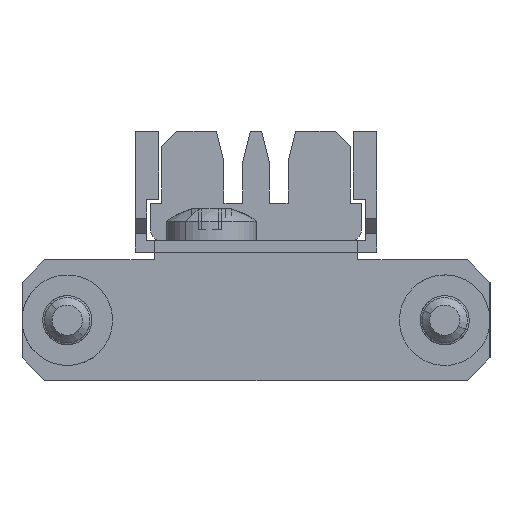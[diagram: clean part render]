
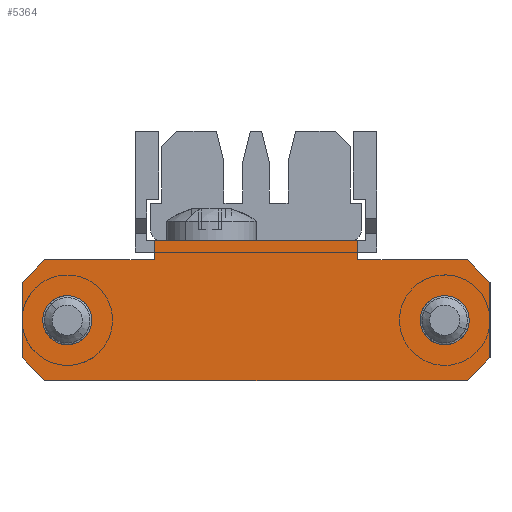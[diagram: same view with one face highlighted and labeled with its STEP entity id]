
A CAD part, left-side view. The second image highlights one B-rep face of the part: STEP entity #5364.
In plain terms, the highlighted planar face has unit normal (-1, 0, 0).
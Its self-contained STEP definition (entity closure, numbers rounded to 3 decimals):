
#28 = VERTEX_POINT ( 'NONE', #9193 ) ;
#264 = CARTESIAN_POINT ( 'NONE',  ( -408.136, 30.941, -5. ) ) ;
#304 = LINE ( 'NONE', #5755, #9719 ) ;
#399 = CARTESIAN_POINT ( 'NONE',  ( -408.136, 28.191, 0. ) ) ;
#401 = VECTOR ( 'NONE', #8788, 1000. ) ;
#492 = ORIENTED_EDGE ( 'NONE', *, *, #4861, .F. ) ;
#680 = EDGE_CURVE ( 'NONE', #8409, #9339, #9537, .T. ) ;
#730 = ORIENTED_EDGE ( 'NONE', *, *, #4220, .F. ) ;
#1034 = EDGE_LOOP ( 'NONE', ( #2634, #6520 ) ) ;
#1036 = AXIS2_PLACEMENT_3D ( 'NONE', #5676, #8789, #1789 ) ;
#1040 = AXIS2_PLACEMENT_3D ( 'NONE', #7481, #9165, #1263 ) ;
#1066 = CARTESIAN_POINT ( 'NONE',  ( -408.136, 30.941, 5. ) ) ;
#1079 = EDGE_CURVE ( 'NONE', #28, #3020, #1323, .T. ) ;
#1086 = DIRECTION ( 'NONE',  ( -1., 0., 0. ) ) ;
#1115 = FACE_OUTER_BOUND ( 'NONE', #5085, .T. ) ;
#1263 = DIRECTION ( 'NONE',  ( 0., -1., 0. ) ) ;
#1323 = LINE ( 'NONE', #7547, #3002 ) ;
#1541 = ORIENTED_EDGE ( 'NONE', *, *, #6584, .F. ) ;
#1663 = ORIENTED_EDGE ( 'NONE', *, *, #9902, .F. ) ;
#1712 = DIRECTION ( 'NONE',  ( 0., -1., 0. ) ) ;
#1736 = DIRECTION ( 'NONE',  ( 0., 0.707, 0.707 ) ) ;
#1789 = DIRECTION ( 'NONE',  ( 0., -1., 0. ) ) ;
#1867 = ORIENTED_EDGE ( 'NONE', *, *, #1079, .T. ) ;
#1952 = VERTEX_POINT ( 'NONE', #8734 ) ;
#2010 = VECTOR ( 'NONE', #6083, 1000. ) ;
#2085 = VERTEX_POINT ( 'NONE', #5068 ) ;
#2145 = EDGE_CURVE ( 'NONE', #4976, #4828, #7560, .T. ) ;
#2253 = DIRECTION ( 'NONE',  ( 0., -1., 0. ) ) ;
#2319 = VERTEX_POINT ( 'NONE', #399 ) ;
#2340 = CIRCLE ( 'NONE', #2989, 3.25 ) ;
#2395 = EDGE_LOOP ( 'NONE', ( #1541, #1663 ) ) ;
#2558 = VECTOR ( 'NONE', #2253, 1000. ) ;
#2606 = LINE ( 'NONE', #9547, #401 ) ;
#2634 = ORIENTED_EDGE ( 'NONE', *, *, #5347, .F. ) ;
#2773 = CARTESIAN_POINT ( 'NONE',  ( -408.136, 24.941, 0. ) ) ;
#2821 = ORIENTED_EDGE ( 'NONE', *, *, #2145, .F. ) ;
#2870 = CARTESIAN_POINT ( 'NONE',  ( -408.136, 13.441, 0. ) ) ;
#2989 = AXIS2_PLACEMENT_3D ( 'NONE', #6576, #1086, #4244 ) ;
#3002 = VECTOR ( 'NONE', #7600, 1000. ) ;
#3020 = VERTEX_POINT ( 'NONE', #3937 ) ;
#3028 = VERTEX_POINT ( 'NONE', #3849 ) ;
#3204 = CARTESIAN_POINT ( 'NONE',  ( -408.136, 27.941, -8. ) ) ;
#3333 = VERTEX_POINT ( 'NONE', #1066 ) ;
#3447 = PLANE ( 'NONE',  #1040 ) ;
#3655 = DIRECTION ( 'NONE',  ( 0., -0.707, 0.707 ) ) ;
#3728 = EDGE_CURVE ( 'NONE', #3028, #7077, #304, .T. ) ;
#3824 = CIRCLE ( 'NONE', #1036, 3.25 ) ;
#3849 = CARTESIAN_POINT ( 'NONE',  ( -408.136, -13.559, 8. ) ) ;
#3937 = CARTESIAN_POINT ( 'NONE',  ( -408.136, 13.441, 10.5 ) ) ;
#4099 = CARTESIAN_POINT ( 'NONE',  ( -408.136, -21.809, 0. ) ) ;
#4109 = CARTESIAN_POINT ( 'NONE',  ( -408.136, -31.059, 5. ) ) ;
#4220 = EDGE_CURVE ( 'NONE', #7077, #5903, #9519, .T. ) ;
#4244 = DIRECTION ( 'NONE',  ( 0., -1., 0. ) ) ;
#4557 = CARTESIAN_POINT ( 'NONE',  ( -408.136, 13.441, 8. ) ) ;
#4786 = VECTOR ( 'NONE', #8911, 1000. ) ;
#4799 = CARTESIAN_POINT ( 'NONE',  ( -408.136, 27.941, -8. ) ) ;
#4815 = VERTEX_POINT ( 'NONE', #10062 ) ;
#4828 = VERTEX_POINT ( 'NONE', #4557 ) ;
#4861 = EDGE_CURVE ( 'NONE', #9339, #4815, #8624, .T. ) ;
#4910 = ORIENTED_EDGE ( 'NONE', *, *, #5017, .F. ) ;
#4943 = DIRECTION ( 'NONE',  ( 0., 1., 0. ) ) ;
#4944 = AXIS2_PLACEMENT_3D ( 'NONE', #6556, #4989, #1712 ) ;
#4967 = EDGE_CURVE ( 'NONE', #1952, #8409, #2606, .T. ) ;
#4976 = VERTEX_POINT ( 'NONE', #8009 ) ;
#4989 = DIRECTION ( 'NONE',  ( -1., 0., 0. ) ) ;
#5017 = EDGE_CURVE ( 'NONE', #4815, #3333, #6529, .T. ) ;
#5068 = CARTESIAN_POINT ( 'NONE',  ( -408.136, -28.309, 0. ) ) ;
#5085 = EDGE_LOOP ( 'NONE', ( #6070, #9656, #1867, #9510, #2821, #8824, #4910, #492, #7171, #5689, #6437, #730 ) ) ;
#5138 = DIRECTION ( 'NONE',  ( -1., 0., 0. ) ) ;
#5347 = EDGE_CURVE ( 'NONE', #2085, #5639, #8036, .T. ) ;
#5364 = ADVANCED_FACE ( 'NONE', ( #8097, #1115, #7323 ), #3447, .F. ) ;
#5408 = EDGE_CURVE ( 'NONE', #3333, #4976, #9727, .T. ) ;
#5531 = CARTESIAN_POINT ( 'NONE',  ( -408.136, -28.059, 8. ) ) ;
#5639 = VERTEX_POINT ( 'NONE', #4099 ) ;
#5648 = DIRECTION ( 'NONE',  ( 0., -0.707, -0.707 ) ) ;
#5676 = CARTESIAN_POINT ( 'NONE',  ( -408.136, -25.059, 0. ) ) ;
#5685 = CARTESIAN_POINT ( 'NONE',  ( -408.136, 21.691, 0. ) ) ;
#5689 = ORIENTED_EDGE ( 'NONE', *, *, #4967, .F. ) ;
#5755 = CARTESIAN_POINT ( 'NONE',  ( -408.136, -28.059, 8. ) ) ;
#5892 = CARTESIAN_POINT ( 'NONE',  ( -408.136, -13.559, 8. ) ) ;
#5903 = VERTEX_POINT ( 'NONE', #6894 ) ;
#5944 = VECTOR ( 'NONE', #1736, 1000. ) ;
#5991 = CARTESIAN_POINT ( 'NONE',  ( -408.136, -28.059, -8. ) ) ;
#6070 = ORIENTED_EDGE ( 'NONE', *, *, #3728, .F. ) ;
#6083 = DIRECTION ( 'NONE',  ( 0., 0., 1. ) ) ;
#6131 = EDGE_CURVE ( 'NONE', #5639, #2085, #3824, .T. ) ;
#6437 = ORIENTED_EDGE ( 'NONE', *, *, #7837, .F. ) ;
#6520 = ORIENTED_EDGE ( 'NONE', *, *, #6131, .F. ) ;
#6529 = LINE ( 'NONE', #8987, #7892 ) ;
#6556 = CARTESIAN_POINT ( 'NONE',  ( -408.136, -25.059, 0. ) ) ;
#6576 = CARTESIAN_POINT ( 'NONE',  ( -408.136, 24.941, 0. ) ) ;
#6584 = EDGE_CURVE ( 'NONE', #8200, #2319, #2340, .T. ) ;
#6813 = CARTESIAN_POINT ( 'NONE',  ( -408.136, 27.941, 8. ) ) ;
#6894 = CARTESIAN_POINT ( 'NONE',  ( -408.136, -31.059, 5. ) ) ;
#7077 = VERTEX_POINT ( 'NONE', #5531 ) ;
#7171 = ORIENTED_EDGE ( 'NONE', *, *, #680, .F. ) ;
#7219 = VECTOR ( 'NONE', #5648, 1000. ) ;
#7323 = FACE_BOUND ( 'NONE', #1034, .T. ) ;
#7472 = DIRECTION ( 'NONE',  ( 0., -1., 0. ) ) ;
#7481 = CARTESIAN_POINT ( 'NONE',  ( -408.136, 0., 0. ) ) ;
#7547 = CARTESIAN_POINT ( 'NONE',  ( -408.136, 0., 10.5 ) ) ;
#7560 = LINE ( 'NONE', #10059, #2558 ) ;
#7600 = DIRECTION ( 'NONE',  ( 0., 1., 0. ) ) ;
#7615 = LINE ( 'NONE', #2870, #2010 ) ;
#7837 = EDGE_CURVE ( 'NONE', #5903, #1952, #9880, .T. ) ;
#7892 = VECTOR ( 'NONE', #9043, 1000. ) ;
#8009 = CARTESIAN_POINT ( 'NONE',  ( -408.136, 27.941, 8. ) ) ;
#8036 = CIRCLE ( 'NONE', #4944, 3.25 ) ;
#8097 = FACE_BOUND ( 'NONE', #2395, .T. ) ;
#8190 = CARTESIAN_POINT ( 'NONE',  ( -408.136, -31.059, -5. ) ) ;
#8200 = VERTEX_POINT ( 'NONE', #5685 ) ;
#8290 = DIRECTION ( 'NONE',  ( 0., 0., 1. ) ) ;
#8364 = EDGE_CURVE ( 'NONE', #4828, #3020, #7615, .T. ) ;
#8409 = VERTEX_POINT ( 'NONE', #5991 ) ;
#8562 = AXIS2_PLACEMENT_3D ( 'NONE', #2773, #5138, #7472 ) ;
#8624 = LINE ( 'NONE', #264, #5944 ) ;
#8734 = CARTESIAN_POINT ( 'NONE',  ( -408.136, -31.059, -5. ) ) ;
#8788 = DIRECTION ( 'NONE',  ( 0., 0.707, -0.707 ) ) ;
#8789 = DIRECTION ( 'NONE',  ( -1., 0., 0. ) ) ;
#8824 = ORIENTED_EDGE ( 'NONE', *, *, #5408, .F. ) ;
#8911 = DIRECTION ( 'NONE',  ( 0., 0., -1. ) ) ;
#8987 = CARTESIAN_POINT ( 'NONE',  ( -408.136, 30.941, 5. ) ) ;
#9043 = DIRECTION ( 'NONE',  ( 0., 0., 1. ) ) ;
#9112 = LINE ( 'NONE', #5892, #9383 ) ;
#9165 = DIRECTION ( 'NONE',  ( 1., 0., 0. ) ) ;
#9193 = CARTESIAN_POINT ( 'NONE',  ( -408.136, -13.559, 10.5 ) ) ;
#9339 = VERTEX_POINT ( 'NONE', #4799 ) ;
#9383 = VECTOR ( 'NONE', #8290, 1000. ) ;
#9502 = VECTOR ( 'NONE', #4943, 1000. ) ;
#9510 = ORIENTED_EDGE ( 'NONE', *, *, #8364, .F. ) ;
#9519 = LINE ( 'NONE', #4109, #7219 ) ;
#9537 = LINE ( 'NONE', #3204, #9502 ) ;
#9547 = CARTESIAN_POINT ( 'NONE',  ( -408.136, -28.059, -8. ) ) ;
#9656 = ORIENTED_EDGE ( 'NONE', *, *, #9851, .T. ) ;
#9686 = DIRECTION ( 'NONE',  ( 0., -1., 0. ) ) ;
#9719 = VECTOR ( 'NONE', #9686, 1000. ) ;
#9727 = LINE ( 'NONE', #6813, #9831 ) ;
#9831 = VECTOR ( 'NONE', #3655, 1000. ) ;
#9851 = EDGE_CURVE ( 'NONE', #3028, #28, #9112, .T. ) ;
#9880 = LINE ( 'NONE', #8190, #4786 ) ;
#9902 = EDGE_CURVE ( 'NONE', #2319, #8200, #10030, .T. ) ;
#10030 = CIRCLE ( 'NONE', #8562, 3.25 ) ;
#10059 = CARTESIAN_POINT ( 'NONE',  ( -408.136, 13.441, 8. ) ) ;
#10062 = CARTESIAN_POINT ( 'NONE',  ( -408.136, 30.941, -5. ) ) ;
